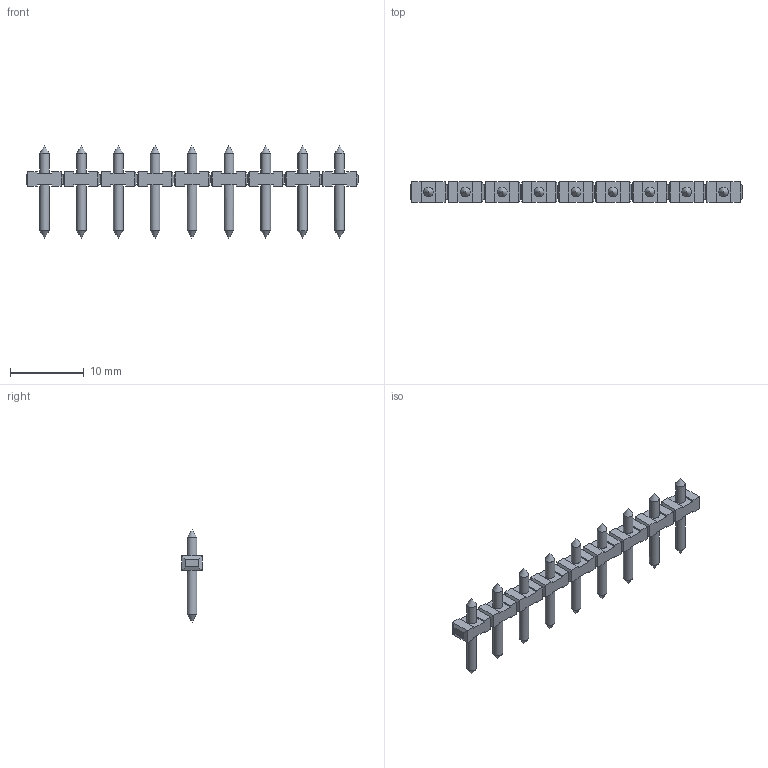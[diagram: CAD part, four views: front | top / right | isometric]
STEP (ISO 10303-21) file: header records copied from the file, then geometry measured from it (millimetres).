
FILE_DESCRIPTION(('STEP AP214'),'1');
FILE_NAME('PVS09-5.stp','2018-11-21T09:06:28',(' '),(' '),'Spatial InterOp 3D',' ',' ');
FILE_SCHEMA(('AUTOMOTIVE_DESIGN { 1 0 10303 214 1 1 1 1 }'));
Length unit declared in the file: metre
Products named in the file (1): 1
Bounding box: 45 x 2.8 x 12.5 mm (x, y, z)
Volume: 336.8 mm3; surface area: 821.7 mm2
Topology: 1 solids, 1 shells, 218 faces, 553 edges, 337 vertices
Faces by surface type: plane 182, cone 18, cylinder 18
Full cylindrical faces by diameter (mm): 1.3 x18
Entity records: 7581 total; most frequent: CARTESIAN_POINT 1001, DIRECTION 946, ORIENTED_EDGE 944, EDGE_CURVE 472, LINE 436, VECTOR 436, VERTEX_POINT 310, AXIS2_PLACEMENT_3D 255
